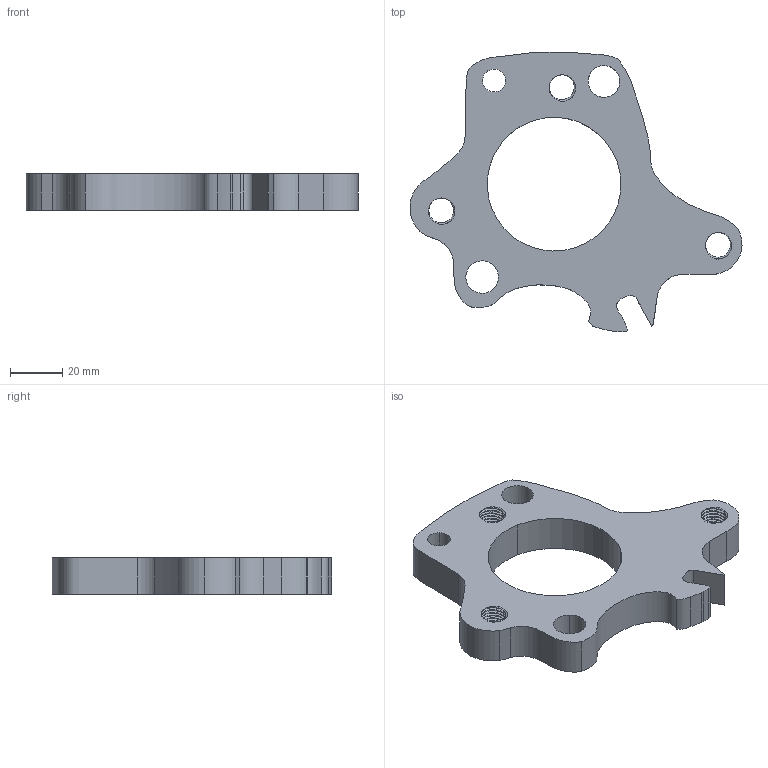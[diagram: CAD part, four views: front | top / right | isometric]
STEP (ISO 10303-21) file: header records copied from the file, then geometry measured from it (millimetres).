
FILE_DESCRIPTION (( 'STEP AP203' ), '1' );
FILE_NAME ('plaque d''adaptation turbo - final 03-17.STEP', '2017-03-04T19:23:39', ( '' ), ( '' ), 'SwSTEP 2.0', 'SolidWorks 2016', '' );
FILE_SCHEMA (( 'CONFIG_CONTROL_DESIGN' ));
Length unit declared in the file: millimetre
Products named in the file (1): plaque d''adaptation turbo - final 03-17
Bounding box: 127.04 x 107.03 x 14 mm (x, y, z)
Volume: 76470.4 mm3; surface area: 22749.3 mm2
Topology: 1 solids, 1 shells, 161 faces, 477 edges, 318 vertices
Faces by surface type: cylinder 108, bspline 40, plane 13
Entity records: 15620 total; most frequent: CARTESIAN_POINT 11991, ORIENTED_EDGE 954, DIRECTION 521, EDGE_CURVE 477, VERTEX_POINT 318, AXIS2_PLACEMENT_3D 187, EDGE_LOOP 175, ADVANCED_FACE 161
